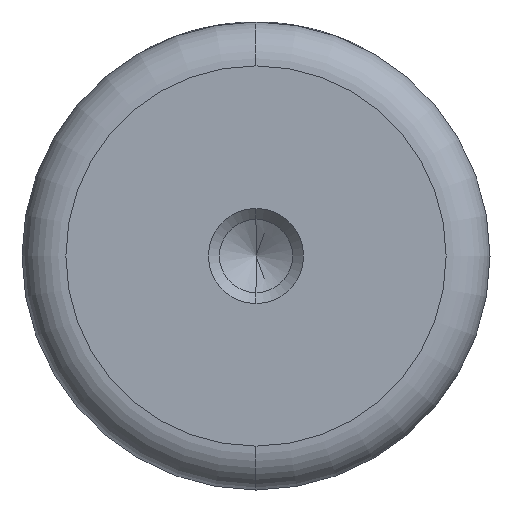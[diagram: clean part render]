
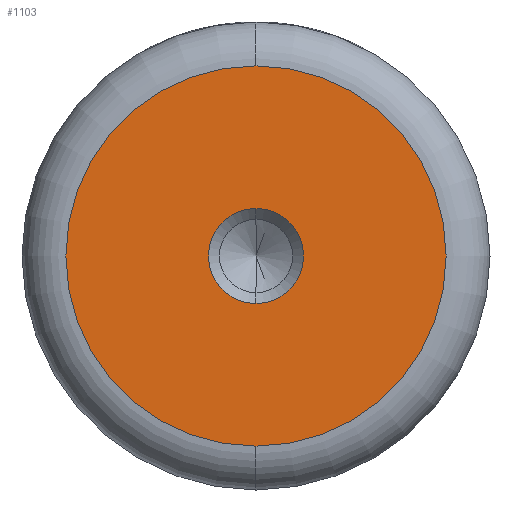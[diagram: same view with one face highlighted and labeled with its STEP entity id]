
A CAD part, left-side view. The second image highlights one B-rep face of the part: STEP entity #1103.
In plain terms, the highlighted planar face has unit normal (-1, 0, 0).
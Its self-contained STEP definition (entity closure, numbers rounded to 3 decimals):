
#14 = VERTEX_POINT ( 'NONE', #964 ) ;
#48 = CARTESIAN_POINT ( 'NONE',  ( 0., 0., 0. ) ) ;
#167 = CARTESIAN_POINT ( 'NONE',  ( 0., 0., 0. ) ) ;
#174 = DIRECTION ( 'NONE',  ( 0., 0., 1. ) ) ;
#245 = ORIENTED_EDGE ( 'NONE', *, *, #766, .F. ) ;
#264 = AXIS2_PLACEMENT_3D ( 'NONE', #1154, #504, #1266 ) ;
#293 = DIRECTION ( 'NONE',  ( 0., 0., 1. ) ) ;
#294 = EDGE_LOOP ( 'NONE', ( #426, #368 ) ) ;
#297 = EDGE_LOOP ( 'NONE', ( #245, #1068 ) ) ;
#340 = CIRCLE ( 'NONE', #264, 13. ) ;
#349 = AXIS2_PLACEMENT_3D ( 'NONE', #480, #602, #1353 ) ;
#368 = ORIENTED_EDGE ( 'NONE', *, *, #1123, .T. ) ;
#383 = CIRCLE ( 'NONE', #555, 13. ) ;
#408 = CIRCLE ( 'NONE', #1410, 3.25 ) ;
#424 = FACE_OUTER_BOUND ( 'NONE', #294, .T. ) ;
#426 = ORIENTED_EDGE ( 'NONE', *, *, #666, .T. ) ;
#434 = AXIS2_PLACEMENT_3D ( 'NONE', #48, #860, #174 ) ;
#480 = CARTESIAN_POINT ( 'NONE',  ( 0., 0., 0. ) ) ;
#484 = DIRECTION ( 'NONE',  ( -1., 0., 0. ) ) ;
#488 = PLANE ( 'NONE',  #349 ) ;
#504 = DIRECTION ( 'NONE',  ( -1., 0., 0. ) ) ;
#555 = AXIS2_PLACEMENT_3D ( 'NONE', #1135, #484, #1243 ) ;
#602 = DIRECTION ( 'NONE',  ( -1., 0., 0. ) ) ;
#614 = CARTESIAN_POINT ( 'NONE',  ( 0., 0., 13. ) ) ;
#617 = VERTEX_POINT ( 'NONE', #1023 ) ;
#644 = CARTESIAN_POINT ( 'NONE',  ( 0., 0., -13. ) ) ;
#666 = EDGE_CURVE ( 'NONE', #1113, #1386, #383, .T. ) ;
#706 = FACE_BOUND ( 'NONE', #297, .T. ) ;
#766 = EDGE_CURVE ( 'NONE', #617, #14, #408, .T. ) ;
#860 = DIRECTION ( 'NONE',  ( -1., 0., 0. ) ) ;
#963 = DIRECTION ( 'NONE',  ( -1., 0., 0. ) ) ;
#964 = CARTESIAN_POINT ( 'NONE',  ( 0., 0., -3.25 ) ) ;
#1023 = CARTESIAN_POINT ( 'NONE',  ( 0., 0., 3.25 ) ) ;
#1068 = ORIENTED_EDGE ( 'NONE', *, *, #1207, .F. ) ;
#1103 = ADVANCED_FACE ( 'NONE', ( #706, #424 ), #488, .T. ) ;
#1113 = VERTEX_POINT ( 'NONE', #614 ) ;
#1123 = EDGE_CURVE ( 'NONE', #1386, #1113, #340, .T. ) ;
#1135 = CARTESIAN_POINT ( 'NONE',  ( 0., 0., 0. ) ) ;
#1146 = CIRCLE ( 'NONE', #434, 3.25 ) ;
#1154 = CARTESIAN_POINT ( 'NONE',  ( 0., 0., 0. ) ) ;
#1207 = EDGE_CURVE ( 'NONE', #14, #617, #1146, .T. ) ;
#1243 = DIRECTION ( 'NONE',  ( 0., 0., 1. ) ) ;
#1266 = DIRECTION ( 'NONE',  ( 0., 0., 1. ) ) ;
#1353 = DIRECTION ( 'NONE',  ( 0., 0., 1. ) ) ;
#1386 = VERTEX_POINT ( 'NONE', #644 ) ;
#1410 = AXIS2_PLACEMENT_3D ( 'NONE', #167, #963, #293 ) ;
